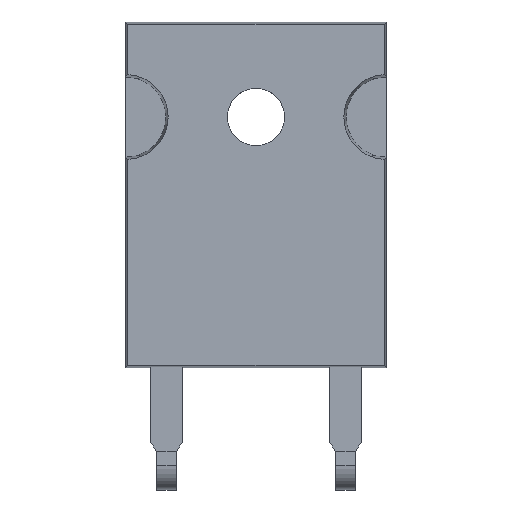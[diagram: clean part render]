
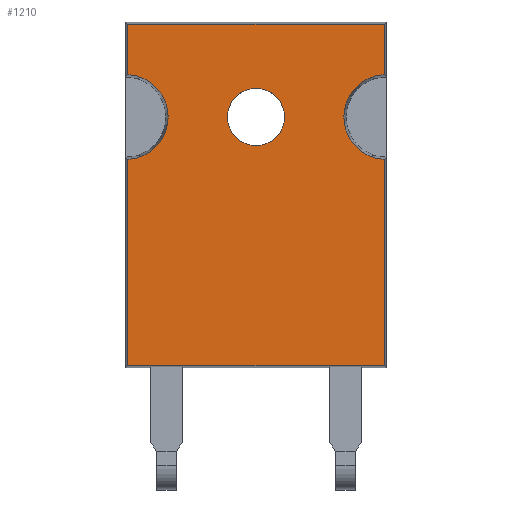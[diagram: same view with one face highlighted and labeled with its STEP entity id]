
A CAD part, top view. The second image highlights one B-rep face of the part: STEP entity #1210.
In plain terms, the highlighted planar face has unit normal (0, 0, 1).
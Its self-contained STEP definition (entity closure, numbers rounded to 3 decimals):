
#33=LINE('',#1737,#173);
#36=LINE('',#1743,#176);
#40=LINE('',#1751,#180);
#41=LINE('',#1767,#181);
#44=LINE('',#1773,#184);
#48=LINE('',#1779,#188);
#173=VECTOR('',#1396,12.574);
#176=VECTOR('',#1401,15.62);
#180=VECTOR('',#1407,12.574);
#181=VECTOR('',#1416,3.074);
#184=VECTOR('',#1421,15.62);
#188=VECTOR('',#1427,3.074);
#319=PLANE('',#1299);
#383=FACE_BOUND('',#481,.T.);
#405=FACE_OUTER_BOUND('',#480,.T.);
#480=EDGE_LOOP('',(#894,#895,#896,#897,#898,#899,#900,#901));
#481=EDGE_LOOP('',(#902));
#558=CIRCLE('',#1285,1.75);
#560=CIRCLE('',#1288,2.59);
#562=CIRCLE('',#1294,2.59);
#580=VERTEX_POINT('',#1716);
#582=VERTEX_POINT('',#1721);
#583=VERTEX_POINT('',#1722);
#586=VERTEX_POINT('',#1736);
#588=VERTEX_POINT('',#1742);
#591=VERTEX_POINT('',#1750);
#592=VERTEX_POINT('',#1757);
#594=VERTEX_POINT('',#1766);
#596=VERTEX_POINT('',#1772);
#694=EDGE_CURVE('',#580,#580,#558,.T.);
#696=EDGE_CURVE('',#582,#583,#560,.T.);
#700=EDGE_CURVE('',#583,#586,#33,.T.);
#703=EDGE_CURVE('',#586,#588,#36,.T.);
#707=EDGE_CURVE('',#588,#591,#40,.T.);
#709=EDGE_CURVE('',#591,#592,#562,.T.);
#712=EDGE_CURVE('',#592,#594,#41,.T.);
#715=EDGE_CURVE('',#594,#596,#44,.T.);
#719=EDGE_CURVE('',#596,#582,#48,.T.);
#894=ORIENTED_EDGE('',*,*,#696,.F.);
#895=ORIENTED_EDGE('',*,*,#719,.F.);
#896=ORIENTED_EDGE('',*,*,#715,.F.);
#897=ORIENTED_EDGE('',*,*,#712,.F.);
#898=ORIENTED_EDGE('',*,*,#709,.F.);
#899=ORIENTED_EDGE('',*,*,#707,.F.);
#900=ORIENTED_EDGE('',*,*,#703,.F.);
#901=ORIENTED_EDGE('',*,*,#700,.F.);
#902=ORIENTED_EDGE('',*,*,#694,.T.);
#1210=ADVANCED_FACE('',(#405,#383),#319,.T.);
#1285=AXIS2_PLACEMENT_3D('',#1717,#1384,#1385);
#1288=AXIS2_PLACEMENT_3D('',#1723,#1390,#1391);
#1294=AXIS2_PLACEMENT_3D('',#1758,#1410,#1411);
#1299=AXIS2_PLACEMENT_3D('',#1780,#1428,#1429);
#1384=DIRECTION('center_axis',(0.,0.,
-1.));
#1385=DIRECTION('ref_axis',(1.,0.,0.));
#1390=DIRECTION('center_axis',(0.,0.,
1.));
#1391=DIRECTION('ref_axis',(-1.,0.,0.));
#1396=DIRECTION('',(0.,-1.,0.));
#1401=DIRECTION('',(-1.,0.,0.));
#1407=DIRECTION('',(0.,1.,0.));
#1410=DIRECTION('center_axis',(0.,0.,
1.));
#1411=DIRECTION('ref_axis',(1.,0.,0.));
#1416=DIRECTION('',(0.,1.,0.));
#1421=DIRECTION('',(1.,0.,0.));
#1427=DIRECTION('',(0.,-1.,0.));
#1428=DIRECTION('center_axis',(0.,0.,
1.));
#1429=DIRECTION('ref_axis',(1.,0.,0.));
#1716=CARTESIAN_POINT('',(1.75,22.24,5.3));
#1717=CARTESIAN_POINT('Origin',(0.,22.24,5.3));
#1721=CARTESIAN_POINT('',(7.81,24.826,5.3));
#1722=CARTESIAN_POINT('',(7.81,19.654,5.3));
#1723=CARTESIAN_POINT('Origin',(7.95,22.24,5.3));
#1736=CARTESIAN_POINT('',(7.81,7.08,5.3));
#1737=CARTESIAN_POINT('',(7.81,18.807,5.3));
#1742=CARTESIAN_POINT('',(-7.81,7.08,5.3));
#1743=CARTESIAN_POINT('',(3.975,7.08,5.3));
#1750=CARTESIAN_POINT('',(-7.81,19.654,5.3));
#1751=CARTESIAN_POINT('',(-7.81,12.382,5.3));
#1757=CARTESIAN_POINT('',(-7.81,24.826,5.3));
#1758=CARTESIAN_POINT('Origin',(-7.95,22.24,5.3));
#1766=CARTESIAN_POINT('',(-7.81,27.9,5.3));
#1767=CARTESIAN_POINT('',(-7.81,21.257,5.3));
#1772=CARTESIAN_POINT('',(7.81,27.9,5.3));
#1773=CARTESIAN_POINT('',(-3.975,27.9,5.3));
#1779=CARTESIAN_POINT('',(7.81,22.932,5.3));
#1780=CARTESIAN_POINT('Origin',(0.,17.824,5.3));
